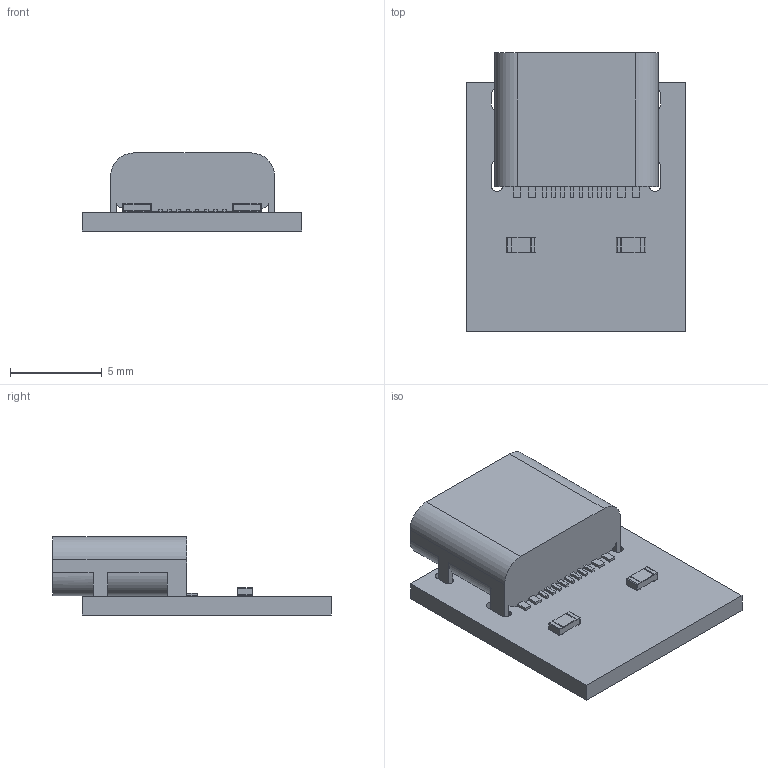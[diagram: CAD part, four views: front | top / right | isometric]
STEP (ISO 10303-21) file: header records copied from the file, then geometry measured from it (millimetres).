
FILE_DESCRIPTION(/* description */ (''),/* implementation_level */ '2;1');
FILE_NAME(/* name */ 'HRO-USB-Type-C-breakout.step',/* time_stamp */ '2020-12-12T21:22:37+01:00',/* author */ (''),/* organization */ (''),/* preprocessor_version */ 'ST-DEVELOPER v18.1',/* originating_system */ 'Autodesk Translation Framework v9.3.0.1241',/* authorisation */ '');
FILE_SCHEMA (('AUTOMOTIVE_DESIGN { 1 0 10303 214 3 1 1 }'));
Length unit declared in the file: millimetre
Products named in the file (6): HRO-USB-Type-C-breakout; R_0603_1608Metric; SOLID; HRO__TYPE-C-31-M-12; SOLID (1); COMPOUND
Assembly tree (6 placements, depth 3):
  HRO-USB-Type-C-breakout
    R_0603_1608Metric  x2
      SOLID
    HRO__TYPE-C-31-M-12
      SOLID (1)
    COMPOUND
Bounding box: 12 x 15.2 x 4.26 mm (x, y, z)
Volume: 258.7 mm3; surface area: 840.1 mm2
Topology: 4 solids, 4 shells, 212 faces, 572 edges, 372 vertices
Faces by surface type: plane 154, cylinder 48, cone 10
Full cylindrical faces by diameter (mm): 0.5 x2, 0.65 x2
Entity records: 6050 total; most frequent: CARTESIAN_POINT 1030, ORIENTED_EDGE 1008, DIRECTION 1004, EDGE_CURVE 504, LINE 400, VECTOR 400, VERTEX_POINT 328, AXIS2_PLACEMENT_3D 302
